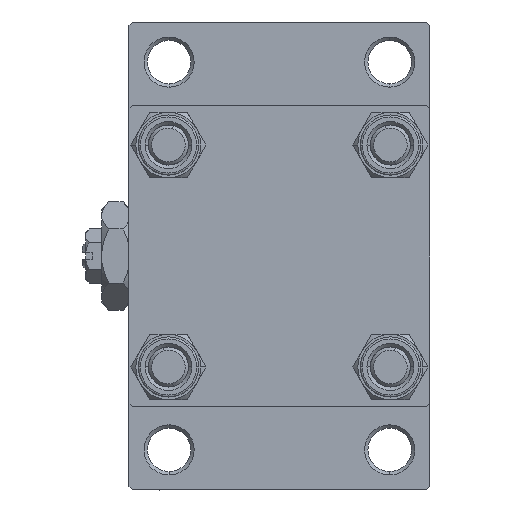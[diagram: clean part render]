
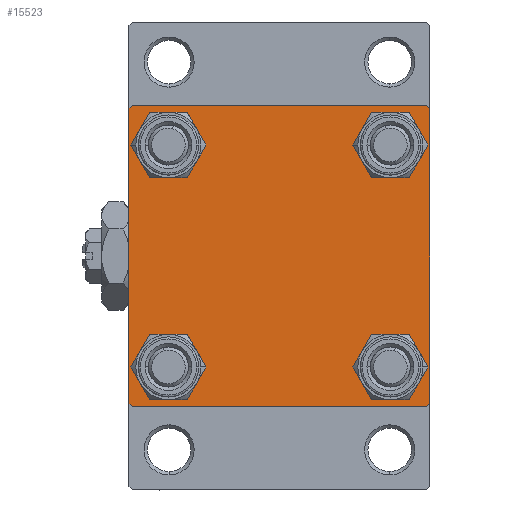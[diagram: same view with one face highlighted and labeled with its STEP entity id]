
A CAD part, left-side view. The second image highlights one B-rep face of the part: STEP entity #15523.
In plain terms, the highlighted planar face has unit normal (-1, 0, 0).
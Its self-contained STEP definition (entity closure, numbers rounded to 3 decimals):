
#1232 = VERTEX_POINT ( 'NONE', #3863 ) ;
#1255 = CARTESIAN_POINT ( 'NONE',  ( 0., 22.5, 22. ) ) ;
#1283 = CIRCLE ( 'NONE', #29135, 3.5 ) ;
#1322 = DIRECTION ( 'NONE',  ( 0., 0.707, -0.707 ) ) ;
#1333 = EDGE_CURVE ( 'NONE', #35775, #7518, #17997, .T. ) ;
#1420 = ORIENTED_EDGE ( 'NONE', *, *, #10969, .T. ) ;
#2240 = DIRECTION ( 'NONE',  ( 0., 0., 1. ) ) ;
#2299 = CARTESIAN_POINT ( 'NONE',  ( 0., -22.5, 22. ) ) ;
#2873 = CARTESIAN_POINT ( 'NONE',  ( 0., 16.6, -16.6 ) ) ;
#2981 = CARTESIAN_POINT ( 'NONE',  ( 0., -22.25, 22.25 ) ) ;
#3046 = DIRECTION ( 'NONE',  ( 0., 0., -1. ) ) ;
#3058 = DIRECTION ( 'NONE',  ( 1., 0., 0. ) ) ;
#3105 = FACE_BOUND ( 'NONE', #45204, .T. ) ;
#3138 = ORIENTED_EDGE ( 'NONE', *, *, #28831, .T. ) ;
#3200 = EDGE_CURVE ( 'NONE', #35196, #14374, #43482, .T. ) ;
#3261 = DIRECTION ( 'NONE',  ( 0., 0., 1. ) ) ;
#3382 = ORIENTED_EDGE ( 'NONE', *, *, #1333, .F. ) ;
#3824 = CARTESIAN_POINT ( 'NONE',  ( 0., -22.25, -22.25 ) ) ;
#3863 = CARTESIAN_POINT ( 'NONE',  ( 0., -16.6, 20.1 ) ) ;
#3901 = CARTESIAN_POINT ( 'NONE',  ( 0., -16.6, -16.6 ) ) ;
#5013 = AXIS2_PLACEMENT_3D ( 'NONE', #41546, #21836, #10867 ) ;
#5058 = CARTESIAN_POINT ( 'NONE',  ( 0., 22.25, 22.25 ) ) ;
#5368 = VECTOR ( 'NONE', #39005, 1000. ) ;
#5644 = CARTESIAN_POINT ( 'NONE',  ( 0., 16.6, -13.1 ) ) ;
#5807 = CARTESIAN_POINT ( 'NONE',  ( 0., 22.5, -22. ) ) ;
#5941 = EDGE_CURVE ( 'NONE', #29982, #48392, #28548, .T. ) ;
#6034 = CARTESIAN_POINT ( 'NONE',  ( 0., 22., -22.5 ) ) ;
#6294 = ORIENTED_EDGE ( 'NONE', *, *, #18813, .T. ) ;
#6335 = FACE_BOUND ( 'NONE', #21407, .T. ) ;
#6539 = ORIENTED_EDGE ( 'NONE', *, *, #9438, .T. ) ;
#6776 = DIRECTION ( 'NONE',  ( 0., -0.707, -0.707 ) ) ;
#7060 = VECTOR ( 'NONE', #3046, 1000. ) ;
#7218 = EDGE_CURVE ( 'NONE', #11027, #49365, #21448, .T. ) ;
#7518 = VERTEX_POINT ( 'NONE', #43525 ) ;
#8629 = ORIENTED_EDGE ( 'NONE', *, *, #14635, .T. ) ;
#8808 = EDGE_CURVE ( 'NONE', #20452, #20224, #15947, .T. ) ;
#9397 = AXIS2_PLACEMENT_3D ( 'NONE', #43035, #12359, #46050 ) ;
#9438 = EDGE_CURVE ( 'NONE', #49365, #11027, #41457, .T. ) ;
#9884 = LINE ( 'NONE', #29341, #17612 ) ;
#10867 = DIRECTION ( 'NONE',  ( 0., 0., 1. ) ) ;
#10969 = EDGE_CURVE ( 'NONE', #35196, #27337, #39236, .T. ) ;
#11027 = VERTEX_POINT ( 'NONE', #21005 ) ;
#11113 = CARTESIAN_POINT ( 'NONE',  ( 0., -22., -22.5 ) ) ;
#12359 = DIRECTION ( 'NONE',  ( 1., 0., 0. ) ) ;
#12470 = CIRCLE ( 'NONE', #30804, 3.5 ) ;
#12933 = DIRECTION ( 'NONE',  ( 1., 0., 0. ) ) ;
#13523 = AXIS2_PLACEMENT_3D ( 'NONE', #18263, #3058, #37224 ) ;
#13718 = ORIENTED_EDGE ( 'NONE', *, *, #31298, .T. ) ;
#13822 = FACE_BOUND ( 'NONE', #42155, .T. ) ;
#14374 = VERTEX_POINT ( 'NONE', #41812 ) ;
#14516 = CARTESIAN_POINT ( 'NONE',  ( 0., -22.5, 22.5 ) ) ;
#14635 = EDGE_CURVE ( 'NONE', #32320, #45398, #33713, .T. ) ;
#14998 = CARTESIAN_POINT ( 'NONE',  ( 0., 22.25, -22.25 ) ) ;
#15523 = ADVANCED_FACE ( 'NONE', ( #3105, #6335, #13822, #29033, #41255 ), #37023, .T. ) ;
#15729 = ORIENTED_EDGE ( 'NONE', *, *, #39348, .T. ) ;
#15947 = CIRCLE ( 'NONE', #13523, 3.5 ) ;
#16193 = CARTESIAN_POINT ( 'NONE',  ( 0., -16.6, -13.1 ) ) ;
#17612 = VECTOR ( 'NONE', #48816, 1000. ) ;
#17701 = EDGE_LOOP ( 'NONE', ( #6294, #28670 ) ) ;
#17997 = LINE ( 'NONE', #14516, #7060 ) ;
#18263 = CARTESIAN_POINT ( 'NONE',  ( 0., 16.6, 16.6 ) ) ;
#18706 = CARTESIAN_POINT ( 'NONE',  ( 0., -16.6, 16.6 ) ) ;
#18813 = EDGE_CURVE ( 'NONE', #20224, #20452, #48022, .T. ) ;
#18921 = LINE ( 'NONE', #2981, #22911 ) ;
#19030 = DIRECTION ( 'NONE',  ( 0., -0.707, 0.707 ) ) ;
#20147 = AXIS2_PLACEMENT_3D ( 'NONE', #37517, #48760, #36771 ) ;
#20224 = VERTEX_POINT ( 'NONE', #41500 ) ;
#20452 = VERTEX_POINT ( 'NONE', #43705 ) ;
#20565 = DIRECTION ( 'NONE',  ( 0., 0., 1. ) ) ;
#20632 = CARTESIAN_POINT ( 'NONE',  ( 0., 16.6, -16.6 ) ) ;
#21005 = CARTESIAN_POINT ( 'NONE',  ( 0., 16.6, -20.1 ) ) ;
#21181 = CARTESIAN_POINT ( 'NONE',  ( 0., -16.6, -16.6 ) ) ;
#21310 = CARTESIAN_POINT ( 'NONE',  ( 0., -16.6, -20.1 ) ) ;
#21407 = EDGE_LOOP ( 'NONE', ( #3138, #47805 ) ) ;
#21448 = CIRCLE ( 'NONE', #46964, 3.5 ) ;
#21836 = DIRECTION ( 'NONE',  ( 1., 0., 0. ) ) ;
#22450 = DIRECTION ( 'NONE',  ( 1., 0., 0. ) ) ;
#22911 = VECTOR ( 'NONE', #34398, 1000. ) ;
#24034 = CARTESIAN_POINT ( 'NONE',  ( 0., 22.5, 22.5 ) ) ;
#25418 = ORIENTED_EDGE ( 'NONE', *, *, #25870, .T. ) ;
#25542 = LINE ( 'NONE', #48238, #35043 ) ;
#25612 = DIRECTION ( 'NONE',  ( 0., 0., 1. ) ) ;
#25870 = EDGE_CURVE ( 'NONE', #34043, #1232, #1283, .T. ) ;
#26913 = ORIENTED_EDGE ( 'NONE', *, *, #40310, .T. ) ;
#26995 = AXIS2_PLACEMENT_3D ( 'NONE', #21181, #36407, #2240 ) ;
#27337 = VERTEX_POINT ( 'NONE', #1255 ) ;
#28145 = DIRECTION ( 'NONE',  ( 0., 0., 1. ) ) ;
#28548 = CIRCLE ( 'NONE', #26995, 3.5 ) ;
#28670 = ORIENTED_EDGE ( 'NONE', *, *, #8808, .T. ) ;
#28831 = EDGE_CURVE ( 'NONE', #48392, #29982, #12470, .T. ) ;
#29033 = FACE_BOUND ( 'NONE', #17701, .T. ) ;
#29135 = AXIS2_PLACEMENT_3D ( 'NONE', #18706, #22450, #3261 ) ;
#29341 = CARTESIAN_POINT ( 'NONE',  ( 0., 22.5, -22.5 ) ) ;
#29982 = VERTEX_POINT ( 'NONE', #21310 ) ;
#30804 = AXIS2_PLACEMENT_3D ( 'NONE', #3901, #31786, #20565 ) ;
#30911 = EDGE_CURVE ( 'NONE', #35775, #14374, #18921, .T. ) ;
#31286 = VECTOR ( 'NONE', #6776, 1000. ) ;
#31298 = EDGE_CURVE ( 'NONE', #1232, #34043, #41283, .T. ) ;
#31786 = DIRECTION ( 'NONE',  ( 1., 0., 0. ) ) ;
#32320 = VERTEX_POINT ( 'NONE', #5807 ) ;
#32680 = AXIS2_PLACEMENT_3D ( 'NONE', #2873, #12933, #28145 ) ;
#33271 = DIRECTION ( 'NONE',  ( 0., 0., -1. ) ) ;
#33710 = ORIENTED_EDGE ( 'NONE', *, *, #3200, .F. ) ;
#33713 = LINE ( 'NONE', #14998, #31286 ) ;
#33950 = ORIENTED_EDGE ( 'NONE', *, *, #30911, .T. ) ;
#34043 = VERTEX_POINT ( 'NONE', #46270 ) ;
#34258 = LINE ( 'NONE', #3824, #48583 ) ;
#34398 = DIRECTION ( 'NONE',  ( 0., 0.707, 0.707 ) ) ;
#35043 = VECTOR ( 'NONE', #33271, 1000. ) ;
#35196 = VERTEX_POINT ( 'NONE', #37421 ) ;
#35775 = VERTEX_POINT ( 'NONE', #2299 ) ;
#36107 = DIRECTION ( 'NONE',  ( 1., 0., 0. ) ) ;
#36407 = DIRECTION ( 'NONE',  ( 1., 0., 0. ) ) ;
#36771 = DIRECTION ( 'NONE',  ( 0., 0., 1. ) ) ;
#37023 = PLANE ( 'NONE',  #20147 ) ;
#37224 = DIRECTION ( 'NONE',  ( 0., 0., 1. ) ) ;
#37421 = CARTESIAN_POINT ( 'NONE',  ( 0., 22., 22.5 ) ) ;
#37517 = CARTESIAN_POINT ( 'NONE',  ( 0., 0., 0. ) ) ;
#37797 = ORIENTED_EDGE ( 'NONE', *, *, #42954, .T. ) ;
#38107 = VERTEX_POINT ( 'NONE', #11113 ) ;
#39005 = DIRECTION ( 'NONE',  ( 0., -1., 0. ) ) ;
#39236 = LINE ( 'NONE', #5058, #42306 ) ;
#39348 = EDGE_CURVE ( 'NONE', #38107, #7518, #34258, .T. ) ;
#40310 = EDGE_CURVE ( 'NONE', #27337, #32320, #25542, .T. ) ;
#41255 = FACE_OUTER_BOUND ( 'NONE', #43324, .T. ) ;
#41283 = CIRCLE ( 'NONE', #9397, 3.5 ) ;
#41457 = CIRCLE ( 'NONE', #32680, 3.5 ) ;
#41500 = CARTESIAN_POINT ( 'NONE',  ( 0., 16.6, 20.1 ) ) ;
#41546 = CARTESIAN_POINT ( 'NONE',  ( 0., 16.6, 16.6 ) ) ;
#41812 = CARTESIAN_POINT ( 'NONE',  ( 0., -22., 22.5 ) ) ;
#42155 = EDGE_LOOP ( 'NONE', ( #6539, #42685 ) ) ;
#42306 = VECTOR ( 'NONE', #1322, 1000. ) ;
#42685 = ORIENTED_EDGE ( 'NONE', *, *, #7218, .T. ) ;
#42954 = EDGE_CURVE ( 'NONE', #45398, #38107, #9884, .T. ) ;
#43035 = CARTESIAN_POINT ( 'NONE',  ( 0., -16.6, 16.6 ) ) ;
#43324 = EDGE_LOOP ( 'NONE', ( #26913, #8629, #37797, #15729, #3382, #33950, #33710, #1420 ) ) ;
#43482 = LINE ( 'NONE', #24034, #5368 ) ;
#43525 = CARTESIAN_POINT ( 'NONE',  ( 0., -22.5, -22. ) ) ;
#43705 = CARTESIAN_POINT ( 'NONE',  ( 0., 16.6, 13.1 ) ) ;
#45204 = EDGE_LOOP ( 'NONE', ( #13718, #25418 ) ) ;
#45398 = VERTEX_POINT ( 'NONE', #6034 ) ;
#46050 = DIRECTION ( 'NONE',  ( 0., 0., 1. ) ) ;
#46270 = CARTESIAN_POINT ( 'NONE',  ( 0., -16.6, 13.1 ) ) ;
#46964 = AXIS2_PLACEMENT_3D ( 'NONE', #20632, #36107, #25612 ) ;
#47805 = ORIENTED_EDGE ( 'NONE', *, *, #5941, .T. ) ;
#48022 = CIRCLE ( 'NONE', #5013, 3.5 ) ;
#48238 = CARTESIAN_POINT ( 'NONE',  ( 0., 22.5, 22.5 ) ) ;
#48392 = VERTEX_POINT ( 'NONE', #16193 ) ;
#48583 = VECTOR ( 'NONE', #19030, 1000. ) ;
#48760 = DIRECTION ( 'NONE',  ( -1., 0., 0. ) ) ;
#48816 = DIRECTION ( 'NONE',  ( 0., -1., 0. ) ) ;
#49365 = VERTEX_POINT ( 'NONE', #5644 ) ;
